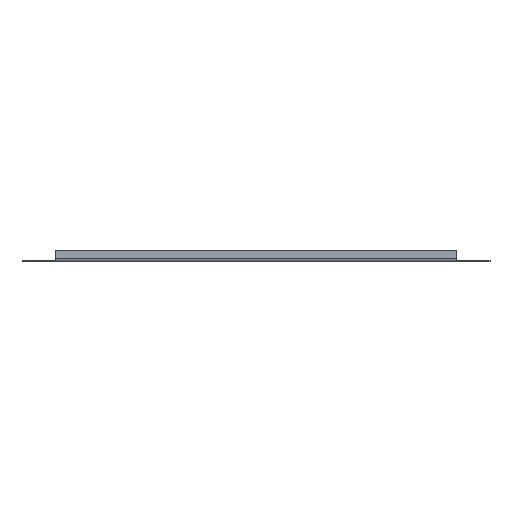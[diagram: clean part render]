
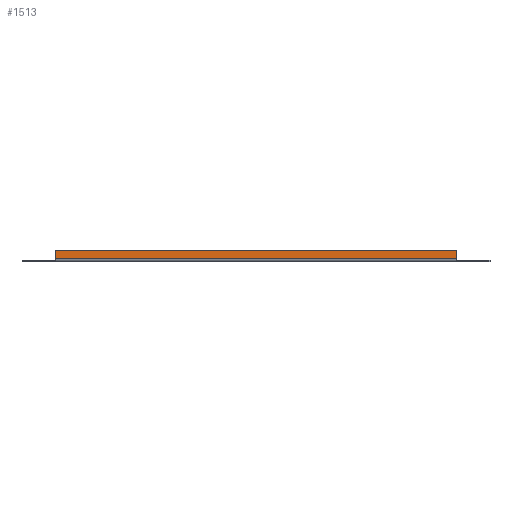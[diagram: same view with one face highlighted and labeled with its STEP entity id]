
A CAD part, front view. The second image highlights one B-rep face of the part: STEP entity #1513.
In plain terms, the highlighted planar face has unit normal (0, -1, 0).
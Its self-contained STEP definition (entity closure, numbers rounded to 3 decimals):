
#76 = CARTESIAN_POINT ( 'NONE',  ( 0., -99., 0. ) ) ;
#136 = CARTESIAN_POINT ( 'NONE',  ( -142.5, -99., 7. ) ) ;
#165 = EDGE_LOOP ( 'NONE', ( #849, #1347, #1111, #1244 ) ) ;
#193 = LINE ( 'NONE', #1130, #707 ) ;
#276 = CARTESIAN_POINT ( 'NONE',  ( 142.5, -99., 1. ) ) ;
#324 = DIRECTION ( 'NONE',  ( 0., 0., -1. ) ) ;
#331 = EDGE_CURVE ( 'NONE', #1098, #887, #1414, .T. ) ;
#337 = DIRECTION ( 'NONE',  ( -1., 0., 0. ) ) ;
#389 = EDGE_CURVE ( 'NONE', #982, #619, #620, .T. ) ;
#415 = VECTOR ( 'NONE', #1204, 1000. ) ;
#443 = VECTOR ( 'NONE', #1697, 1000. ) ;
#444 = AXIS2_PLACEMENT_3D ( 'NONE', #76, #905, #1310 ) ;
#619 = VERTEX_POINT ( 'NONE', #1065 ) ;
#620 = LINE ( 'NONE', #1149, #443 ) ;
#629 = CARTESIAN_POINT ( 'NONE',  ( -142.5, -99., 1. ) ) ;
#707 = VECTOR ( 'NONE', #324, 1000. ) ;
#744 = FACE_OUTER_BOUND ( 'NONE', #165, .T. ) ;
#760 = PLANE ( 'NONE',  #444 ) ;
#774 = VECTOR ( 'NONE', #337, 1000. ) ;
#849 = ORIENTED_EDGE ( 'NONE', *, *, #331, .F. ) ;
#881 = EDGE_CURVE ( 'NONE', #619, #1098, #193, .T. ) ;
#887 = VERTEX_POINT ( 'NONE', #1672 ) ;
#905 = DIRECTION ( 'NONE',  ( 0., 1., 0. ) ) ;
#982 = VERTEX_POINT ( 'NONE', #1457 ) ;
#1065 = CARTESIAN_POINT ( 'NONE',  ( 142.5, -99., 7. ) ) ;
#1098 = VERTEX_POINT ( 'NONE', #276 ) ;
#1111 = ORIENTED_EDGE ( 'NONE', *, *, #389, .F. ) ;
#1130 = CARTESIAN_POINT ( 'NONE',  ( 142.5, -99., 0. ) ) ;
#1149 = CARTESIAN_POINT ( 'NONE',  ( 142.5, -99., 7. ) ) ;
#1204 = DIRECTION ( 'NONE',  ( 0., 0., 1. ) ) ;
#1244 = ORIENTED_EDGE ( 'NONE', *, *, #1656, .F. ) ;
#1310 = DIRECTION ( 'NONE',  ( 0., 0., -1. ) ) ;
#1347 = ORIENTED_EDGE ( 'NONE', *, *, #881, .F. ) ;
#1414 = LINE ( 'NONE', #629, #774 ) ;
#1457 = CARTESIAN_POINT ( 'NONE',  ( -142.5, -99., 7. ) ) ;
#1513 = ADVANCED_FACE ( 'NONE', ( #744 ), #760, .F. ) ;
#1615 = LINE ( 'NONE', #136, #415 ) ;
#1656 = EDGE_CURVE ( 'NONE', #887, #982, #1615, .T. ) ;
#1672 = CARTESIAN_POINT ( 'NONE',  ( -142.5, -99., 1. ) ) ;
#1697 = DIRECTION ( 'NONE',  ( 1., 0., 0. ) ) ;
